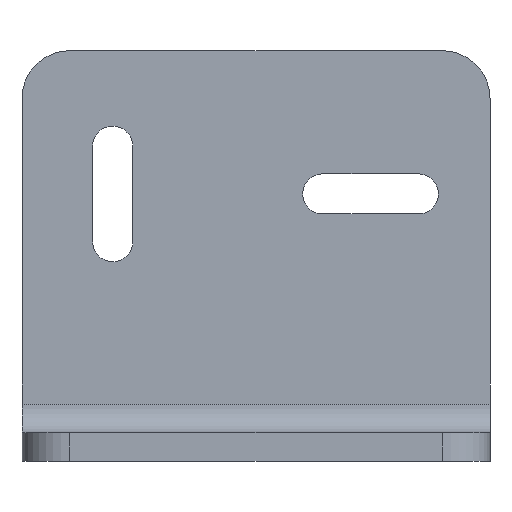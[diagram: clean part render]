
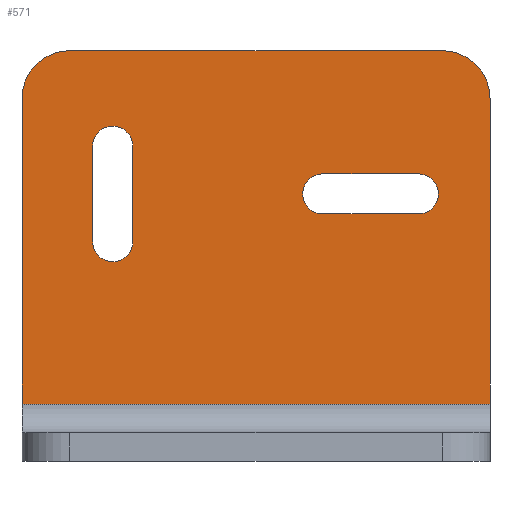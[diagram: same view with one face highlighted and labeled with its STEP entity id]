
A CAD part, front view. The second image highlights one B-rep face of the part: STEP entity #571.
In plain terms, the highlighted planar face has unit normal (0, -1, 0).
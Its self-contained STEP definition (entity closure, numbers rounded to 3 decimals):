
#15=FACE_BOUND('',#118,.T.);
#16=FACE_BOUND('',#119,.T.);
#23=CIRCLE('',#607,2.1);
#25=CIRCLE('',#611,2.1);
#27=CIRCLE('',#615,2.1);
#29=CIRCLE('',#619,2.101);
#31=CIRCLE('',#622,5.);
#33=CIRCLE('',#626,5.);
#87=FACE_OUTER_BOUND('',#117,.T.);
#117=EDGE_LOOP('',(#421,#422,#423,#424,#425,#426));
#118=EDGE_LOOP('',(#427,#428,#429,#430));
#119=EDGE_LOOP('',(#431,#432,#433,#434));
#145=LINE('',#857,#193);
#150=LINE('',#871,#198);
#153=LINE('',#881,#201);
#158=LINE('',#895,#206);
#163=LINE('',#913,#211);
#166=LINE('',#919,#214);
#167=LINE('',#921,#215);
#168=LINE('',#923,#216);
#193=VECTOR('',#675,10.);
#198=VECTOR('',#688,10.);
#201=VECTOR('',#699,10.);
#206=VECTOR('',#712,10.);
#211=VECTOR('',#731,10.);
#214=VECTOR('',#736,10.);
#215=VECTOR('',#737,10.);
#216=VECTOR('',#738,10.);
#241=VERTEX_POINT('',#855);
#242=VERTEX_POINT('',#856);
#245=VERTEX_POINT('',#864);
#247=VERTEX_POINT('',#870);
#249=VERTEX_POINT('',#879);
#250=VERTEX_POINT('',#880);
#253=VERTEX_POINT('',#888);
#255=VERTEX_POINT('',#894);
#257=VERTEX_POINT('',#903);
#258=VERTEX_POINT('',#904);
#261=VERTEX_POINT('',#912);
#263=VERTEX_POINT('',#918);
#264=VERTEX_POINT('',#920);
#265=VERTEX_POINT('',#922);
#297=EDGE_CURVE('',#241,#242,#145,.T.);
#301=EDGE_CURVE('',#242,#245,#23,.T.);
#304=EDGE_CURVE('',#245,#247,#150,.T.);
#307=EDGE_CURVE('',#247,#241,#25,.T.);
#309=EDGE_CURVE('',#249,#250,#153,.T.);
#313=EDGE_CURVE('',#250,#253,#27,.T.);
#316=EDGE_CURVE('',#253,#255,#158,.T.);
#319=EDGE_CURVE('',#255,#249,#29,.T.);
#321=EDGE_CURVE('',#257,#258,#31,.T.);
#325=EDGE_CURVE('',#261,#258,#163,.T.);
#328=EDGE_CURVE('',#257,#263,#166,.T.);
#329=EDGE_CURVE('',#263,#264,#167,.T.);
#330=EDGE_CURVE('',#264,#265,#168,.T.);
#331=EDGE_CURVE('',#261,#265,#33,.T.);
#421=ORIENTED_EDGE('',*,*,#321,.F.);
#422=ORIENTED_EDGE('',*,*,#328,.T.);
#423=ORIENTED_EDGE('',*,*,#329,.T.);
#424=ORIENTED_EDGE('',*,*,#330,.T.);
#425=ORIENTED_EDGE('',*,*,#331,.F.);
#426=ORIENTED_EDGE('',*,*,#325,.T.);
#427=ORIENTED_EDGE('',*,*,#304,.T.);
#428=ORIENTED_EDGE('',*,*,#307,.T.);
#429=ORIENTED_EDGE('',*,*,#297,.T.);
#430=ORIENTED_EDGE('',*,*,#301,.T.);
#431=ORIENTED_EDGE('',*,*,#316,.T.);
#432=ORIENTED_EDGE('',*,*,#319,.T.);
#433=ORIENTED_EDGE('',*,*,#309,.T.);
#434=ORIENTED_EDGE('',*,*,#313,.T.);
#554=PLANE('',#625);
#571=ADVANCED_FACE('',(#87,#15,#16),#554,.T.);
#607=AXIS2_PLACEMENT_3D('',#865,#681,#682);
#611=AXIS2_PLACEMENT_3D('',#876,#693,#694);
#615=AXIS2_PLACEMENT_3D('',#889,#705,#706);
#619=AXIS2_PLACEMENT_3D('',#900,#717,#718);
#622=AXIS2_PLACEMENT_3D('',#905,#723,#724);
#625=AXIS2_PLACEMENT_3D('',#917,#734,#735);
#626=AXIS2_PLACEMENT_3D('',#924,#739,#740);
#675=DIRECTION('',(1.,0.,0.));
#681=DIRECTION('center_axis',(0.,1.,0.));
#682=DIRECTION('ref_axis',(0.,0.,1.));
#688=DIRECTION('',(-1.,0.,0.));
#693=DIRECTION('center_axis',(0.,1.,0.));
#694=DIRECTION('ref_axis',(0.,0.,-1.));
#699=DIRECTION('',(0.,0.,1.));
#705=DIRECTION('center_axis',(0.,1.,0.));
#706=DIRECTION('ref_axis',(-1.,0.,0.));
#712=DIRECTION('',(0.,0.,-1.));
#717=DIRECTION('center_axis',(0.,1.,0.));
#718=DIRECTION('ref_axis',(1.,0.,0.));
#723=DIRECTION('center_axis',(0.,1.,0.));
#724=DIRECTION('ref_axis',(-0.707,0.,0.707));
#731=DIRECTION('',(-1.,0.,0.));
#734=DIRECTION('center_axis',(0.,-1.,0.));
#735=DIRECTION('ref_axis',(0.,0.,-1.));
#736=DIRECTION('',(0.,0.,-1.));
#737=DIRECTION('',(1.,0.,0.));
#738=DIRECTION('',(0.,0.,1.));
#739=DIRECTION('center_axis',(0.,1.,0.));
#740=DIRECTION('ref_axis',(0.707,0.,0.707));
#855=CARTESIAN_POINT('',(6.999,32.8,30.1));
#856=CARTESIAN_POINT('',(16.999,32.8,30.1));
#857=CARTESIAN_POINT('',(3.499,32.8,30.1));
#864=CARTESIAN_POINT('',(16.999,32.8,25.9));
#865=CARTESIAN_POINT('Origin',(16.999,32.8,28.));
#870=CARTESIAN_POINT('',(6.999,32.8,25.9));
#871=CARTESIAN_POINT('',(8.499,32.8,25.9));
#876=CARTESIAN_POINT('Origin',(6.999,32.8,28.));
#879=CARTESIAN_POINT('',(-17.1,32.8,23.094));
#880=CARTESIAN_POINT('',(-17.1,32.8,33.));
#881=CARTESIAN_POINT('',(-17.1,32.8,33.047));
#888=CARTESIAN_POINT('',(-12.9,32.8,33.));
#889=CARTESIAN_POINT('Origin',(-15.,32.8,33.));
#894=CARTESIAN_POINT('',(-12.9,32.8,23.));
#895=CARTESIAN_POINT('',(-12.9,32.8,38.));
#900=CARTESIAN_POINT('Origin',(-15.001,32.8,23.));
#903=CARTESIAN_POINT('',(-24.5,32.8,38.));
#904=CARTESIAN_POINT('',(-19.5,32.8,43.));
#905=CARTESIAN_POINT('Origin',(-19.5,32.8,38.));
#912=CARTESIAN_POINT('',(19.5,32.8,43.));
#913=CARTESIAN_POINT('',(0.,32.8,43.));
#917=CARTESIAN_POINT('Origin',(0.,32.8,43.));
#918=CARTESIAN_POINT('',(-24.5,32.8,6.));
#919=CARTESIAN_POINT('',(-24.5,32.8,21.5));
#920=CARTESIAN_POINT('',(24.5,32.8,6.));
#921=CARTESIAN_POINT('',(0.,32.8,6.));
#922=CARTESIAN_POINT('',(24.5,32.8,38.));
#923=CARTESIAN_POINT('',(24.5,32.8,21.5));
#924=CARTESIAN_POINT('Origin',(19.5,32.8,38.));
